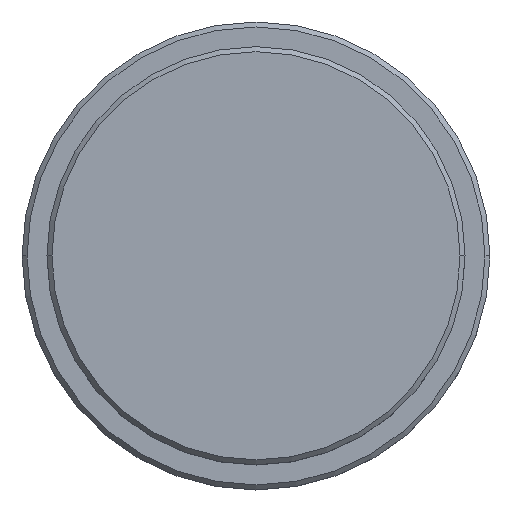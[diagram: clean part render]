
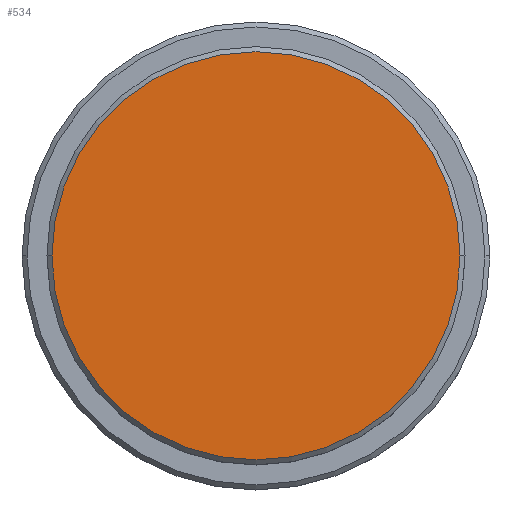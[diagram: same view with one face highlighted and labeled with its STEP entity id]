
A CAD part, top view. The second image highlights one B-rep face of the part: STEP entity #534.
In plain terms, the highlighted planar face has unit normal (0, 0, 1).
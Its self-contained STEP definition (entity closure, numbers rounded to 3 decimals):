
#37 = EDGE_LOOP ( 'NONE', ( #283, #734 ) ) ;
#124 = VERTEX_POINT ( 'NONE', #665 ) ;
#142 = FACE_OUTER_BOUND ( 'NONE', #37, .T. ) ;
#242 = DIRECTION ( 'NONE',  ( 0., 0., 1. ) ) ;
#253 = CARTESIAN_POINT ( 'NONE',  ( 0., 0., 0. ) ) ;
#283 = ORIENTED_EDGE ( 'NONE', *, *, #711, .T. ) ;
#314 = AXIS2_PLACEMENT_3D ( 'NONE', #685, #242, #712 ) ;
#362 = PLANE ( 'NONE',  #1191 ) ;
#534 = ADVANCED_FACE ( 'NONE', ( #142 ), #362, .T. ) ;
#665 = CARTESIAN_POINT ( 'NONE',  ( 20.5, 0., 0. ) ) ;
#685 = CARTESIAN_POINT ( 'NONE',  ( 0., 0., 0. ) ) ;
#695 = AXIS2_PLACEMENT_3D ( 'NONE', #1227, #797, #1107 ) ;
#707 = VERTEX_POINT ( 'NONE', #778 ) ;
#711 = EDGE_CURVE ( 'NONE', #707, #124, #1260, .T. ) ;
#712 = DIRECTION ( 'NONE',  ( 1., 0., 0. ) ) ;
#734 = ORIENTED_EDGE ( 'NONE', *, *, #943, .T. ) ;
#778 = CARTESIAN_POINT ( 'NONE',  ( -20.5, 0., 0. ) ) ;
#797 = DIRECTION ( 'NONE',  ( 0., 0., 1. ) ) ;
#899 = DIRECTION ( 'NONE',  ( 1., 0., 0. ) ) ;
#943 = EDGE_CURVE ( 'NONE', #124, #707, #978, .T. ) ;
#978 = CIRCLE ( 'NONE', #314, 20.5 ) ;
#1107 = DIRECTION ( 'NONE',  ( 1., 0., 0. ) ) ;
#1191 = AXIS2_PLACEMENT_3D ( 'NONE', #253, #1196, #899 ) ;
#1196 = DIRECTION ( 'NONE',  ( 0., 0., 1. ) ) ;
#1227 = CARTESIAN_POINT ( 'NONE',  ( 0., 0., 0. ) ) ;
#1260 = CIRCLE ( 'NONE', #695, 20.5 ) ;
